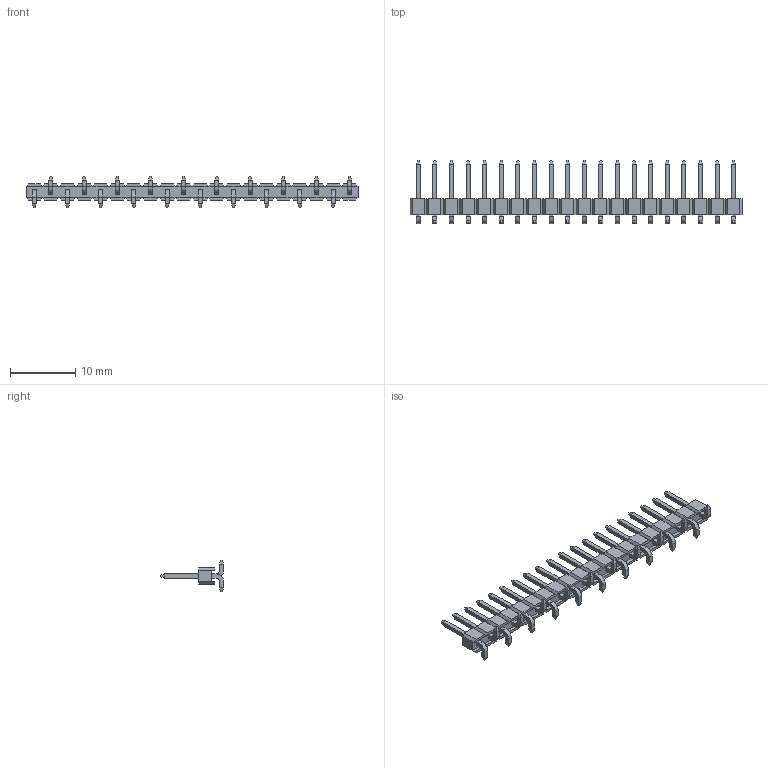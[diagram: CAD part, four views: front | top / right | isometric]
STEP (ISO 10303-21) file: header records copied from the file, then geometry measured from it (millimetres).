
FILE_DESCRIPTION((''),'2;1');
FILE_NAME('878982026','2018-12-13T',('gga'),(''),'PRO/ENGINEER BY PARAMETRIC TECHNOLOGY CORPORATION, 2016010','PRO/ENGINEER BY PARAMETRIC TECHNOLOGY CORPORATION, 2016010','');
FILE_SCHEMA(('CONFIG_CONTROL_DESIGN'));
Length unit declared in the file: millimetre
Products named in the file (1): 878982026
Bounding box: 50.8 x 9.65 x 4.8 mm (x, y, z)
Volume: 329.3 mm3; surface area: 1045.1 mm2
Topology: 1 solids, 1 shells, 758 faces, 1912 edges, 1196 vertices
Faces by surface type: plane 718, cylinder 40
Entity records: 21835 total; most frequent: CARTESIAN_POINT 3787, ORIENTED_EDGE 3664, DIRECTION 3510, VECTOR 1832, LINE 1832, EDGE_CURVE 1832, VERTEX_POINT 1116, AXIS2_PLACEMENT_3D 839
